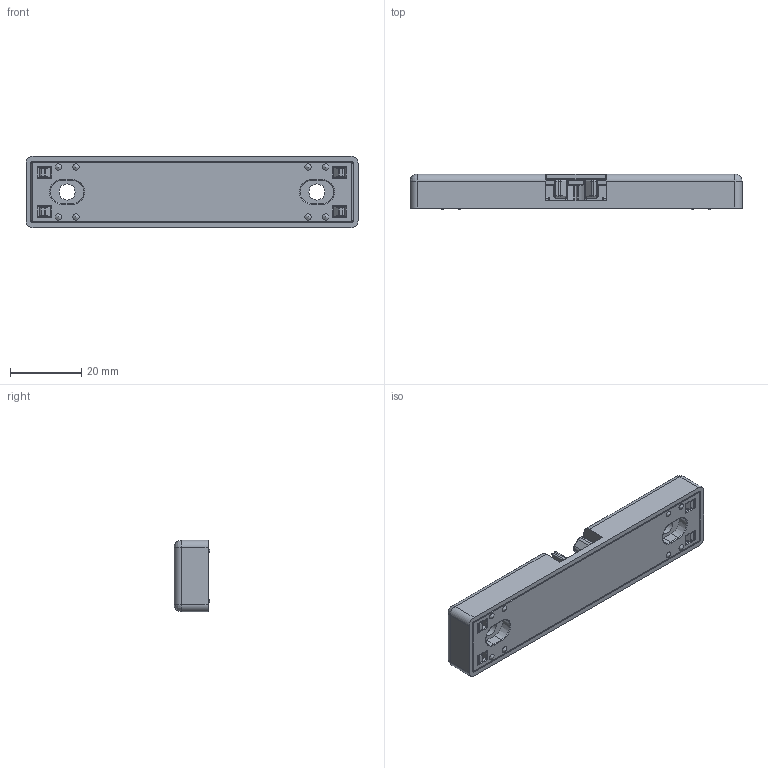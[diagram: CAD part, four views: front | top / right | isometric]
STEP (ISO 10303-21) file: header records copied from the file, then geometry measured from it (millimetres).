
FILE_DESCRIPTION(('STEP AP203'),'1');
FILE_NAME('SAFE00E1630.stp','2023-10-09T07:56:29',(' '),(' '),'Spatial InterOp 3D',' ',' ');
FILE_SCHEMA(('CONFIG_CONTROL_DESIGN'));
Length unit declared in the file: millimetre
Products named in the file (5): Loquet à bille Zn; 3; 4; 1; 2
Assembly tree (4 placements, depth 2):
  Loquet à bille Zn
    3
    4
    1
    2
Bounding box: 93 x 10 x 20 mm (x, y, z)
Volume: 13449.1 mm3; surface area: 14399.2 mm2
Topology: 4 solids, 4 shells, 892 faces, 2102 edges, 1171 vertices
Faces by surface type: cylinder 391, plane 215, revolution 97, bspline 91, torus 38, cone 34, sphere 26
Full cylindrical faces by diameter (mm): 4.2 x2, 4.5 x2
Entity records: 28252 total; most frequent: CARTESIAN_POINT 8090, DIRECTION 4085, ORIENTED_EDGE 4034, EDGE_CURVE 2017, AXIS2_PLACEMENT_3D 1494, VERTEX_POINT 1166, LINE 1000, VECTOR 1000
